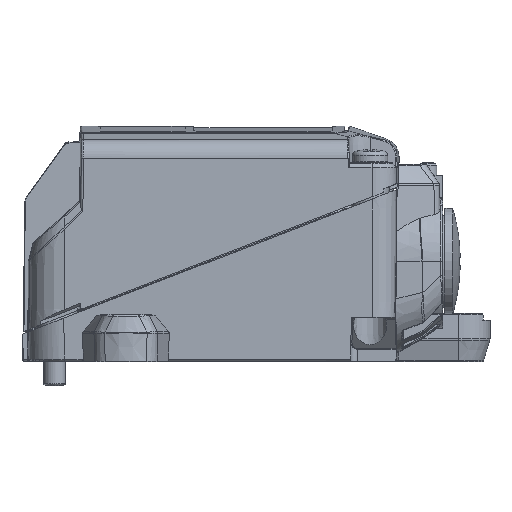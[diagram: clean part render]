
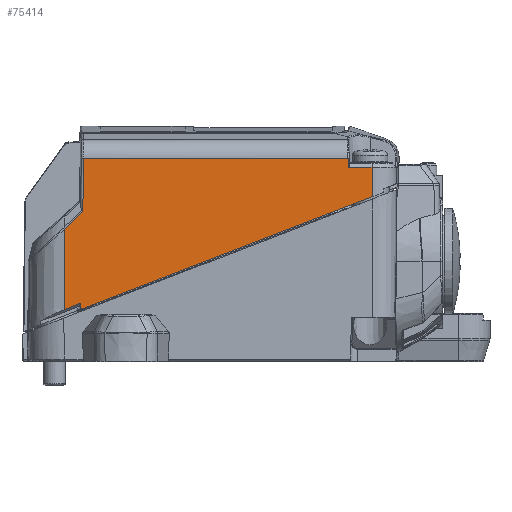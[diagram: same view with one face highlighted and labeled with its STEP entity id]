
A CAD part, top view. The second image highlights one B-rep face of the part: STEP entity #75414.
In plain terms, the highlighted planar face has unit normal (0, 0.009, 1).
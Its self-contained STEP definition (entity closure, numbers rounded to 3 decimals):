
#67308=CARTESIAN_POINT('',(41.282,44.05,37.397));
#67310=DIRECTION('',(0.009,1.,-0.009));
#67311=VECTOR('',#67310,12.153);
#67312=CARTESIAN_POINT('',(-18.969,33.966,
37.485));
#67313=LINE('',#67312,#67311);
#67314=DIRECTION('',(0.017,-1.,0.009));
#67315=VECTOR('',#67314,2.068);
#67316=CARTESIAN_POINT('',(41.246,46.118,37.379));
#67317=LINE('',#67316,#67315);
#67318=DIRECTION('',(1.,0.,0.));
#67319=VECTOR('',#67318,5.418);
#67320=CARTESIAN_POINT('',(41.282,44.05,37.397));
#67321=LINE('',#67320,#67319);
#67322=DIRECTION('',(0.017,-1.,0.009));
#67323=VECTOR('',#67322,6.639);
#67324=CARTESIAN_POINT('',(46.7,44.05,37.397));
#67325=LINE('',#67324,#67323);
#67326=DIRECTION('',(0.,1.,-0.009));
#67327=VECTOR('',#67326,1.369);
#67328=CARTESIAN_POINT('',(-19.4,11.829,37.678));
#67329=LINE('',#67328,#67327);
#67330=DIRECTION('',(-0.933,-0.36,0.003));
#67331=VECTOR('',#67330,4.118);
#67332=CARTESIAN_POINT('',(-19.4,13.198,37.667));
#67333=LINE('',#67332,#67331);
#67334=CARTESIAN_POINT('',(-23.243,29.99,
37.52));
#67335=CARTESIAN_POINT('',(-23.159,30.078,
37.519));
#67336=CARTESIAN_POINT('',(-23.073,30.163,
37.518));
#67337=CARTESIAN_POINT('',(-22.985,30.245,
37.518));
#67339=DIRECTION('',(0.734,0.68,-0.006));
#67340=VECTOR('',#67339,5.474);
#67341=CARTESIAN_POINT('',(-22.985,30.245,
37.518));
#67342=LINE('',#67341,#67340);
#69036=DIRECTION('',(0.933,0.36,-0.003));
#69037=VECTOR('',#69036,70.984);
#69038=CARTESIAN_POINT('',(-19.4,11.829,37.678));
#69039=LINE('',#69038,#69037);
#72107=DIRECTION('',(0.,-1.,0.009));
#72108=VECTOR('',#72107,18.273);
#72109=CARTESIAN_POINT('',(-23.243,29.99,
37.52));
#72110=LINE('',#72109,#72108);
#73456=DIRECTION('',(-1.,0.,0.));
#73457=VECTOR('',#73456,60.11);
#73458=CARTESIAN_POINT('',(41.246,46.118,37.379));
#73459=LINE('',#73458,#73457);
#73579=CARTESIAN_POINT('',(41.246,46.118,37.379));
#73580=VERTEX_POINT('',#73579);
#73581=VERTEX_POINT('',#67308);
#73582=CARTESIAN_POINT('',(46.7,44.05,37.397));
#73583=VERTEX_POINT('',#73582);
#73586=CARTESIAN_POINT('',(-18.969,33.966,
37.485));
#73587=CARTESIAN_POINT('',(-18.864,46.118,
37.379));
#73588=VERTEX_POINT('',#73586);
#73589=VERTEX_POINT('',#73587);
#73590=CARTESIAN_POINT('',(46.814,37.413,37.455));
#73591=VERTEX_POINT('',#73590);
#73592=CARTESIAN_POINT('',(-19.4,11.829,37.678));
#73593=VERTEX_POINT('',#73592);
#73594=CARTESIAN_POINT('',(-19.4,13.198,37.667));
#73595=VERTEX_POINT('',#73594);
#73596=CARTESIAN_POINT('',(-23.243,11.717,
37.679));
#73597=VERTEX_POINT('',#73596);
#73598=CARTESIAN_POINT('',(-23.243,29.99,
37.52));
#73599=VERTEX_POINT('',#73598);
#73600=VERTEX_POINT('',#67337);
#75387=CARTESIAN_POINT('',(-25.748,6.5,37.725));
#75388=DIRECTION('',(0.,0.009,1.));
#75389=DIRECTION('',(1.,0.,0.));
#75390=AXIS2_PLACEMENT_3D('',#75387,#75388,#75389);
#75391=PLANE('',#75390);
#75393=ORIENTED_EDGE('',*,*,#75392,.T.);
#75395=ORIENTED_EDGE('',*,*,#75394,.F.);
#75396=ORIENTED_EDGE('',*,*,#75350,.T.);
#75397=ORIENTED_EDGE('',*,*,#75369,.T.);
#75399=ORIENTED_EDGE('',*,*,#75398,.T.);
#75401=ORIENTED_EDGE('',*,*,#75400,.F.);
#75403=ORIENTED_EDGE('',*,*,#75402,.T.);
#75405=ORIENTED_EDGE('',*,*,#75404,.T.);
#75407=ORIENTED_EDGE('',*,*,#75406,.F.);
#75409=ORIENTED_EDGE('',*,*,#75408,.T.);
#75411=ORIENTED_EDGE('',*,*,#75410,.T.);
#75412=EDGE_LOOP('',(#75393,#75395,#75396,#75397,#75399,#75401,#75403,#75405,
#75407,#75409,#75411));
#75413=FACE_OUTER_BOUND('',#75412,.F.);
#75414=ADVANCED_FACE('',(#75413),#75391,.T.);
#67338=B_SPLINE_CURVE_WITH_KNOTS('',3,(#67334,#67335,#67336,#67337),
.UNSPECIFIED.,.F.,.F.,(4,4),(0.,1.),.UNSPECIFIED.);
#75350=EDGE_CURVE('',#73580,#73581,#67317,.T.);
#75369=EDGE_CURVE('',#73581,#73583,#67321,.T.);
#75392=EDGE_CURVE('',#73588,#73589,#67313,.T.);
#75394=EDGE_CURVE('',#73580,#73589,#73459,.T.);
#75398=EDGE_CURVE('',#73583,#73591,#67325,.T.);
#75400=EDGE_CURVE('',#73593,#73591,#69039,.T.);
#75402=EDGE_CURVE('',#73593,#73595,#67329,.T.);
#75404=EDGE_CURVE('',#73595,#73597,#67333,.T.);
#75406=EDGE_CURVE('',#73599,#73597,#72110,.T.);
#75408=EDGE_CURVE('',#73599,#73600,#67338,.T.);
#75410=EDGE_CURVE('',#73600,#73588,#67342,.T.);
